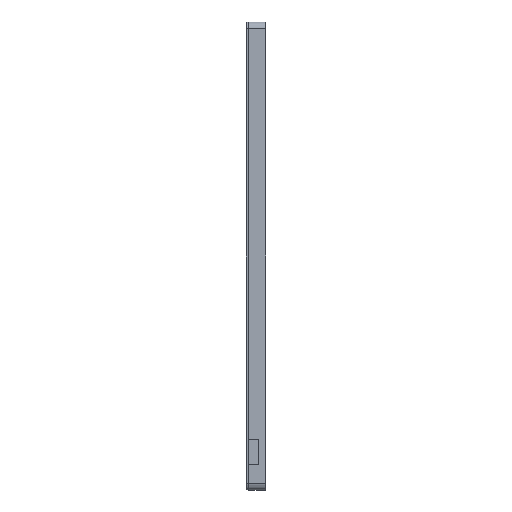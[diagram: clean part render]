
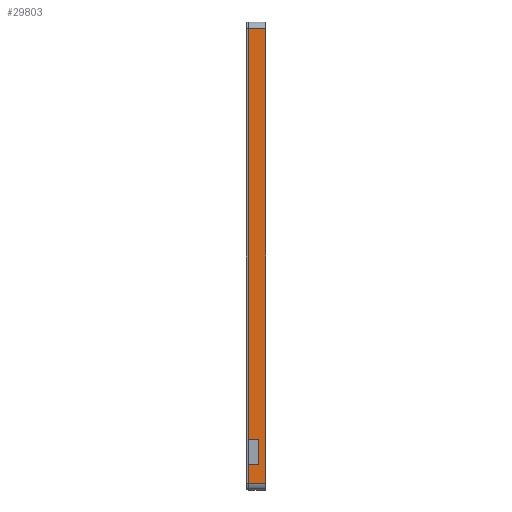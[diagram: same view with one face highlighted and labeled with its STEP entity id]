
A CAD part, left-side view. The second image highlights one B-rep face of the part: STEP entity #29803.
In plain terms, the highlighted planar face has unit normal (-1, 0, 0).
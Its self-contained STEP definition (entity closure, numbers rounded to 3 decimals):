
#5127=FACE_OUTER_BOUND('',#6717,.T.);
#6717=EDGE_LOOP('',(#25645,#25646,#25647,#25648,#25649,#25650,#25651,#25652));
#9319=LINE('',#46641,#11750);
#9325=LINE('',#46653,#11756);
#9327=LINE('',#46656,#11758);
#9333=LINE('',#46668,#11764);
#9337=LINE('',#46683,#11768);
#9461=LINE('',#47565,#11892);
#9864=LINE('',#48848,#12295);
#9865=LINE('',#48852,#12296);
#11750=VECTOR('',#37365,10.);
#11756=VECTOR('',#37373,10.);
#11758=VECTOR('',#37377,10.);
#11764=VECTOR('',#37385,10.);
#11768=VECTOR('',#37397,10.);
#11892=VECTOR('',#37605,10.);
#12295=VECTOR('',#39004,10.);
#12296=VECTOR('',#39011,10.);
#14162=VERTEX_POINT('',#46637);
#14164=VERTEX_POINT('',#46640);
#14167=VERTEX_POINT('',#46647);
#14169=VERTEX_POINT('',#46651);
#14174=VERTEX_POINT('',#46667);
#14181=VERTEX_POINT('',#46681);
#14315=VERTEX_POINT('',#47551);
#14321=VERTEX_POINT('',#47563);
#17611=EDGE_CURVE('',#14164,#14162,#9319,.T.);
#17617=EDGE_CURVE('',#14167,#14169,#9325,.T.);
#17619=EDGE_CURVE('',#14169,#14164,#9327,.T.);
#17625=EDGE_CURVE('',#14174,#14167,#9333,.T.);
#17633=EDGE_CURVE('',#14162,#14181,#9337,.T.);
#17837=EDGE_CURVE('',#14321,#14315,#9461,.T.);
#18480=EDGE_CURVE('',#14315,#14181,#9864,.T.);
#18481=EDGE_CURVE('',#14174,#14321,#9865,.T.);
#25645=ORIENTED_EDGE('',*,*,#17611,.T.);
#25646=ORIENTED_EDGE('',*,*,#17633,.T.);
#25647=ORIENTED_EDGE('',*,*,#18480,.F.);
#25648=ORIENTED_EDGE('',*,*,#17837,.F.);
#25649=ORIENTED_EDGE('',*,*,#18481,.F.);
#25650=ORIENTED_EDGE('',*,*,#17625,.T.);
#25651=ORIENTED_EDGE('',*,*,#17617,.T.);
#25652=ORIENTED_EDGE('',*,*,#17619,.T.);
#28745=PLANE('',#32194);
#29803=ADVANCED_FACE('',(#5127),#28745,.T.);
#32194=AXIS2_PLACEMENT_3D('',#48881,#39047,#39048);
#37365=DIRECTION('',(0.,1.,0.));
#37373=DIRECTION('',(0.,-1.,0.));
#37377=DIRECTION('',(0.,0.,-1.));
#37385=DIRECTION('',(0.,0.,-1.));
#37397=DIRECTION('',(0.,0.,-1.));
#37605=DIRECTION('',(0.,0.,-1.));
#39004=DIRECTION('',(0.,1.,0.));
#39011=DIRECTION('',(0.,-1.,0.));
#39047=DIRECTION('center_axis',(-1.,0.,0.));
#39048=DIRECTION('ref_axis',(0.,0.,1.));
#46637=CARTESIAN_POINT('',(-110.47,13.,-310.43));
#46640=CARTESIAN_POINT('',(-110.47,5.5,-310.43));
#46641=CARTESIAN_POINT('',(-110.47,6.5,-310.43));
#46647=CARTESIAN_POINT('',(-110.47,13.,-291.93));
#46651=CARTESIAN_POINT('',(-110.47,5.5,-291.93));
#46653=CARTESIAN_POINT('',(-110.47,6.5,-291.93));
#46656=CARTESIAN_POINT('',(-110.47,5.5,-313.48));
#46667=CARTESIAN_POINT('',(-110.47,13.,8.));
#46668=CARTESIAN_POINT('',(-110.47,13.,-325.78));
#46681=CARTESIAN_POINT('',(-110.47,13.,-323.78));
#46683=CARTESIAN_POINT('',(-110.47,13.,-325.78));
#47551=CARTESIAN_POINT('',(-110.47,0.,-323.78));
#47563=CARTESIAN_POINT('',(-110.47,0.,8.));
#47565=CARTESIAN_POINT('',(-110.47,0.,-325.78));
#48848=CARTESIAN_POINT('',(-110.47,3.25,-323.78));
#48852=CARTESIAN_POINT('',(-110.47,3.25,8.));
#48881=CARTESIAN_POINT('Origin',(-110.47,0.,-325.78));
